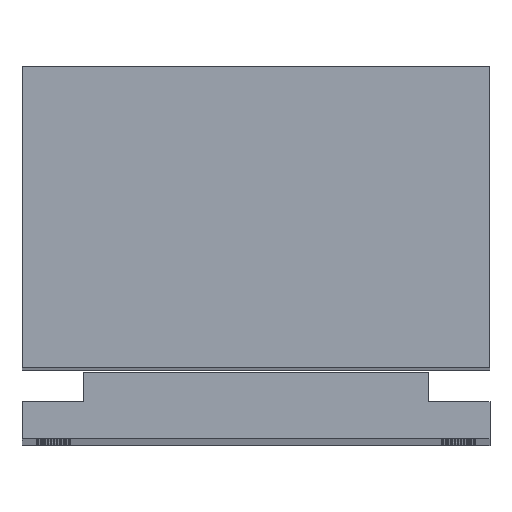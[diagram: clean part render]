
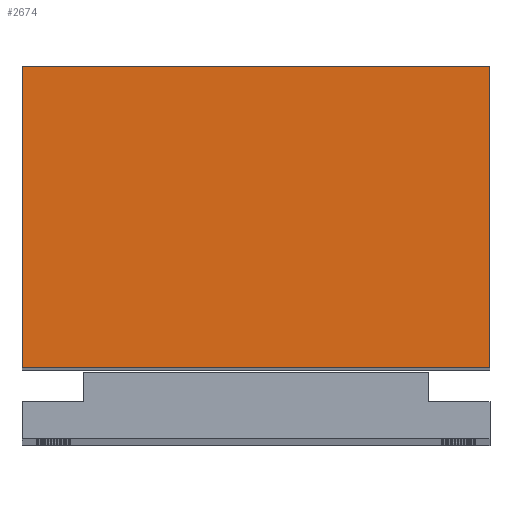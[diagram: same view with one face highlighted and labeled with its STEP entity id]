
A CAD part, top view. The second image highlights one B-rep face of the part: STEP entity #2674.
In plain terms, the highlighted face is planar.
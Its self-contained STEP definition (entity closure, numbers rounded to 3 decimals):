
#91 = CARTESIAN_POINT ( 'NONE',  ( -99., 37.5, -24.15 ) ) ;
#109 = VERTEX_POINT ( 'NONE', #5792 ) ;
#374 = CARTESIAN_POINT ( 'NONE',  ( -99., 37.5, -24.15 ) ) ;
#421 = CARTESIAN_POINT ( 'NONE',  ( -99., 37.5, 24.15 ) ) ;
#1187 = LINE ( 'NONE', #421, #10342 ) ;
#1242 = EDGE_CURVE ( 'NONE', #6302, #10003, #1187, .T. ) ;
#2310 = ORIENTED_EDGE ( 'NONE', *, *, #10743, .F. ) ;
#2466 = VECTOR ( 'NONE', #10485, 1000. ) ;
#2674 = ADVANCED_FACE ( 'NONE', ( #6328 ), #9977, .T. ) ;
#2777 = DIRECTION ( 'NONE',  ( 0., 0., 1. ) ) ;
#3948 = ORIENTED_EDGE ( 'NONE', *, *, #3983, .T. ) ;
#3983 = EDGE_CURVE ( 'NONE', #6632, #10003, #7526, .T. ) ;
#4135 = EDGE_LOOP ( 'NONE', ( #3948, #6319, #2310, #11386 ) ) ;
#4746 = DIRECTION ( 'NONE',  ( 0., -1., 0. ) ) ;
#4815 = CARTESIAN_POINT ( 'NONE',  ( -99., -37.5, -24.15 ) ) ;
#5175 = CARTESIAN_POINT ( 'NONE',  ( -99., 37.5, 24.15 ) ) ;
#5536 = EDGE_CURVE ( 'NONE', #109, #6632, #6699, .T. ) ;
#5561 = DIRECTION ( 'NONE',  ( -1., 0., 0. ) ) ;
#5792 = CARTESIAN_POINT ( 'NONE',  ( -99., 37.5, -24.15 ) ) ;
#6302 = VERTEX_POINT ( 'NONE', #5175 ) ;
#6319 = ORIENTED_EDGE ( 'NONE', *, *, #1242, .F. ) ;
#6328 = FACE_OUTER_BOUND ( 'NONE', #4135, .T. ) ;
#6632 = VERTEX_POINT ( 'NONE', #4815 ) ;
#6699 = LINE ( 'NONE', #374, #6718 ) ;
#6718 = VECTOR ( 'NONE', #10226, 1000. ) ;
#7186 = CARTESIAN_POINT ( 'NONE',  ( -99., -37.5, 24.15 ) ) ;
#7266 = LINE ( 'NONE', #91, #10353 ) ;
#7526 = LINE ( 'NONE', #11057, #2466 ) ;
#8122 = CARTESIAN_POINT ( 'NONE',  ( -99., 37.5, -24.15 ) ) ;
#9038 = DIRECTION ( 'NONE',  ( 0., -1., 0. ) ) ;
#9977 = PLANE ( 'NONE',  #10340 ) ;
#10003 = VERTEX_POINT ( 'NONE', #7186 ) ;
#10226 = DIRECTION ( 'NONE',  ( 0., -1., 0. ) ) ;
#10340 = AXIS2_PLACEMENT_3D ( 'NONE', #8122, #5561, #9038 ) ;
#10342 = VECTOR ( 'NONE', #4746, 1000. ) ;
#10353 = VECTOR ( 'NONE', #2777, 1000. ) ;
#10485 = DIRECTION ( 'NONE',  ( 0., 0., 1. ) ) ;
#10743 = EDGE_CURVE ( 'NONE', #109, #6302, #7266, .T. ) ;
#11057 = CARTESIAN_POINT ( 'NONE',  ( -99., -37.5, -24.15 ) ) ;
#11386 = ORIENTED_EDGE ( 'NONE', *, *, #5536, .T. ) ;
